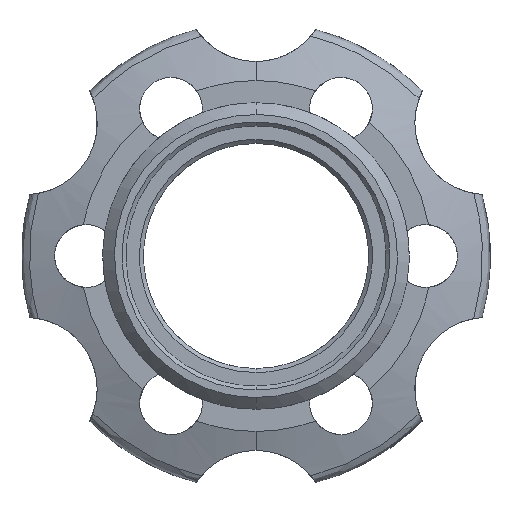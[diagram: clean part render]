
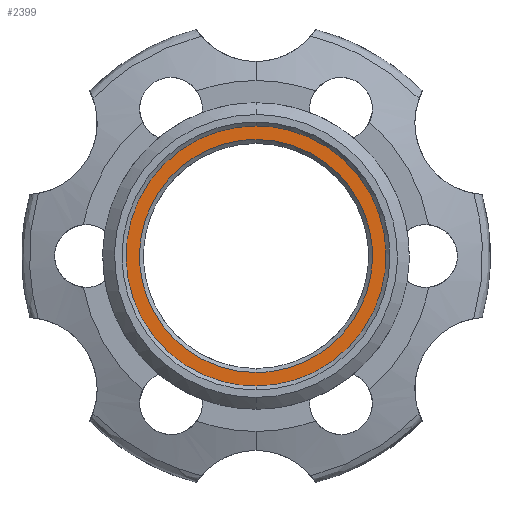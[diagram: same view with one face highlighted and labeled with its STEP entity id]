
A CAD part, front view. The second image highlights one B-rep face of the part: STEP entity #2399.
In plain terms, the highlighted free-form (B-spline) face has degree [1, 1] with [2, 2] control points.
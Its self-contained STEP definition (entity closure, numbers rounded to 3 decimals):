
#977 = VERTEX_POINT('',#978);
#978 = CARTESIAN_POINT('',(1350.078,4.426,
    -1247.24));
#983 = EDGE_CURVE('',#977,#984,#986,.T.);
#984 = VERTEX_POINT('',#985);
#985 = CARTESIAN_POINT('',(1350.078,4.426,
    -1181.629));
#986 = ( BOUNDED_CURVE() B_SPLINE_CURVE(2,(#987,#988,#989,#990,#991),
.UNSPECIFIED.,.F.,.F.) B_SPLINE_CURVE_WITH_KNOTS((3,2,3),(3.142,
4.712,6.283),.PIECEWISE_BEZIER_KNOTS.) CURVE() 
GEOMETRIC_REPRESENTATION_ITEM() RATIONAL_B_SPLINE_CURVE((1.,
0.707,1.,0.707,1.)) REPRESENTATION_ITEM('') );
#987 = CARTESIAN_POINT('',(1350.078,4.426,
    -1247.24));
#988 = CARTESIAN_POINT('',(1317.273,4.426,
    -1247.24));
#989 = CARTESIAN_POINT('',(1317.273,4.426,
    -1214.434));
#990 = CARTESIAN_POINT('',(1317.273,4.426,
    -1181.629));
#991 = CARTESIAN_POINT('',(1350.078,4.426,
    -1181.629));
#1231 = VERTEX_POINT('',#1232);
#1232 = CARTESIAN_POINT('',(1350.078,4.426,
    -1251.057));
#1239 = VERTEX_POINT('',#1240);
#1240 = CARTESIAN_POINT('',(1350.078,4.426,
    -1177.812));
#1245 = EDGE_CURVE('',#1239,#1231,#1246,.T.);
#1246 = ( BOUNDED_CURVE() B_SPLINE_CURVE(2,(#1247,#1248,#1249,#1250,
#1251),.UNSPECIFIED.,.F.,.F.) B_SPLINE_CURVE_WITH_KNOTS((3,2,3),(0.,
1.571,3.142),.PIECEWISE_BEZIER_KNOTS.) CURVE() 
GEOMETRIC_REPRESENTATION_ITEM() RATIONAL_B_SPLINE_CURVE((1.,
0.707,1.,0.707,1.)) REPRESENTATION_ITEM('') );
#1247 = CARTESIAN_POINT('',(1350.078,4.426,
    -1177.812));
#1248 = CARTESIAN_POINT('',(1313.455,4.426,
    -1177.812));
#1249 = CARTESIAN_POINT('',(1313.455,4.426,
    -1214.434));
#1250 = CARTESIAN_POINT('',(1313.455,4.426,
    -1251.057));
#1251 = CARTESIAN_POINT('',(1350.078,4.426,
    -1251.057));
#2119 = EDGE_CURVE('',#1231,#1239,#2120,.T.);
#2120 = ( BOUNDED_CURVE() B_SPLINE_CURVE(2,(#2121,#2122,#2123,#2124,
#2125),.UNSPECIFIED.,.F.,.F.) B_SPLINE_CURVE_WITH_KNOTS((3,2,3),(
    3.142,4.712,6.283),
.PIECEWISE_BEZIER_KNOTS.) CURVE() GEOMETRIC_REPRESENTATION_ITEM() 
RATIONAL_B_SPLINE_CURVE((1.,0.707,1.,0.707,1.)) 
REPRESENTATION_ITEM('') );
#2121 = CARTESIAN_POINT('',(1350.078,4.426,
    -1251.057));
#2122 = CARTESIAN_POINT('',(1386.7,4.426,
    -1251.057));
#2123 = CARTESIAN_POINT('',(1386.7,4.426,
    -1214.434));
#2124 = CARTESIAN_POINT('',(1386.7,4.426,
    -1177.812));
#2125 = CARTESIAN_POINT('',(1350.078,4.426,
    -1177.812));
#2399 = ADVANCED_FACE('',(#2400,#2411),#2415,.F.);
#2400 = FACE_BOUND('',#2401,.T.);
#2401 = EDGE_LOOP('',(#2402,#2403));
#2402 = ORIENTED_EDGE('',*,*,#983,.T.);
#2403 = ORIENTED_EDGE('',*,*,#2404,.T.);
#2404 = EDGE_CURVE('',#984,#977,#2405,.T.);
#2405 = ( BOUNDED_CURVE() B_SPLINE_CURVE(2,(#2406,#2407,#2408,#2409,
#2410),.UNSPECIFIED.,.F.,.F.) B_SPLINE_CURVE_WITH_KNOTS((3,2,3),(0.,
1.571,3.142),.PIECEWISE_BEZIER_KNOTS.) CURVE() 
GEOMETRIC_REPRESENTATION_ITEM() RATIONAL_B_SPLINE_CURVE((1.,
0.707,1.,0.707,1.)) REPRESENTATION_ITEM('') );
#2406 = CARTESIAN_POINT('',(1350.078,4.426,
    -1181.629));
#2407 = CARTESIAN_POINT('',(1382.883,4.426,
    -1181.629));
#2408 = CARTESIAN_POINT('',(1382.883,4.426,
    -1214.434));
#2409 = CARTESIAN_POINT('',(1382.883,4.426,
    -1247.24));
#2410 = CARTESIAN_POINT('',(1350.078,4.426,
    -1247.24));
#2411 = FACE_BOUND('',#2412,.T.);
#2412 = EDGE_LOOP('',(#2413,#2414));
#2413 = ORIENTED_EDGE('',*,*,#2119,.T.);
#2414 = ORIENTED_EDGE('',*,*,#1245,.T.);
#2415 = B_SPLINE_SURFACE_WITH_KNOTS('',1,1,(
    (#2416,#2417)
    ,(#2418,#2419
    )),.UNSPECIFIED.,.F.,.F.,.F.,(2,2),(2,2),(-1130.734,
    -1064.534),(1187.132,1253.332),
  .PIECEWISE_BEZIER_KNOTS.);
#2416 = CARTESIAN_POINT('',(1313.455,4.426,
    -1251.057));
#2417 = CARTESIAN_POINT('',(1386.7,4.426,
    -1251.057));
#2418 = CARTESIAN_POINT('',(1313.455,4.426,
    -1177.812));
#2419 = CARTESIAN_POINT('',(1386.7,4.426,
    -1177.812));
